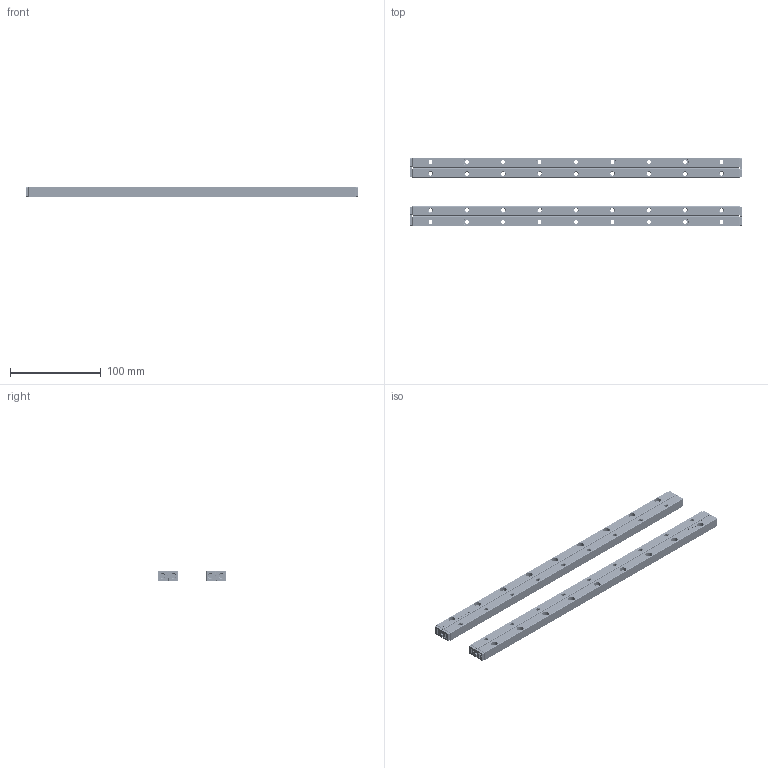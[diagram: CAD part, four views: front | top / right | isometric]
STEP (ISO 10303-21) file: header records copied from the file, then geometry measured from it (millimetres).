
FILE_DESCRIPTION(/* description */ (''),/* implementation_level */ '2;1');
FILE_NAME(/* name */ 'Set RSDE-4360x54KRE_stp_stp.stp',/* time_stamp */ '2025-06-03T09:49:12+02:00',/* author */ (''),/* organization */ (''),/* preprocessor_version */ 'ST-DEVELOPER v16.7',/* originating_system */ 'SIEMENS PLM Software NX 12.0',/* authorisation */ '');
FILE_SCHEMA (('AUTOMOTIVE_DESIGN { 1 0 10303 214 3 1 1 1 }'));
Products named in the file (1): Set RSDE-4360x54KRE_stp_stp
Bounding box: 365.1 x 75 x 11 mm (x, y, z)
Volume: 155344.3 mm3; surface area: 92875.8 mm2
Topology: 136 solids, 136 shells, 5912 faces, 16024 edges, 10452 vertices
Faces by surface type: plane 2228, cylinder 2124, torus 872, bspline 360, cone 328
Full cylindrical faces by diameter (mm): 0.5 x448, 2 x108, 2.6 x8, 3 x8, 3.2 x16, 4 x108, 4.2 x36, 7.5 x36
Entity records: 196380 total; most frequent: CARTESIAN_POINT 41290, DIRECTION 30982, ORIENTED_EDGE 29048, EDGE_CURVE 14524, AXIS2_PLACEMENT_3D 12097, VERTEX_POINT 10056, EDGE_LOOP 8044, LINE 6788
